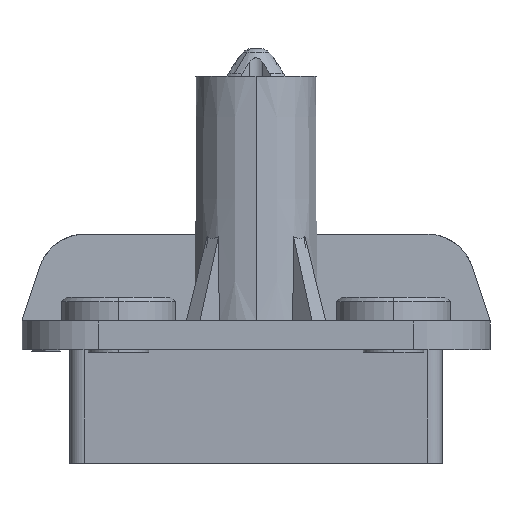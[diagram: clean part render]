
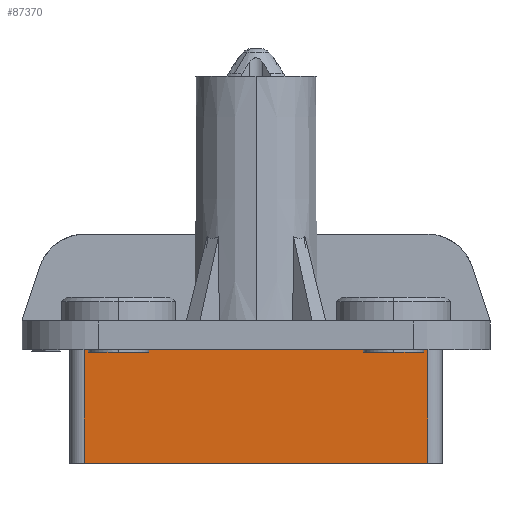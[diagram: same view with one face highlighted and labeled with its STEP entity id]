
A CAD part, left-side view. The second image highlights one B-rep face of the part: STEP entity #87370.
In plain terms, the highlighted planar face has unit normal (-1, 0, -0.026).
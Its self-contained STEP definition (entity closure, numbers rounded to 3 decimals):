
#15600=CARTESIAN_POINT('',(42.107,27.955,-31.7));
#15610=VERTEX_POINT('',#15600);
#15640=CARTESIAN_POINT('',(42.107,45.955,-31.7));
#15650=DIRECTION('',(0.,1.,0.));
#15660=VECTOR('',#15650,1.);
#15670=LINE('',#15640,#15660);
#15680=CARTESIAN_POINT('',(42.107,63.955,
-31.7));
#15690=VERTEX_POINT('',#15680);
#15700=EDGE_CURVE('',#15610,#15690,#15670,.T.);
#82130=CARTESIAN_POINT('',(42.418,63.955,
-43.6));
#82140=VERTEX_POINT('',#82130);
#82170=CARTESIAN_POINT('',(42.418,45.955,
-43.6));
#82180=DIRECTION('',(0.,-1.,0.));
#82190=VECTOR('',#82180,1.);
#82200=LINE('',#82170,#82190);
#82210=CARTESIAN_POINT('',(42.418,27.955,
-43.6));
#82220=VERTEX_POINT('',#82210);
#82230=EDGE_CURVE('',#82140,#82220,#82200,.T.);
#87160=CARTESIAN_POINT('',(42.107,45.955,-31.7));
#87170=DIRECTION('',(-1.,0.,
-0.026));
#87180=DIRECTION('',(0.,-1.,0.));
#87190=AXIS2_PLACEMENT_3D('',#87160,#87170,#87180);
#87200=PLANE('',#87190);
#87210=CARTESIAN_POINT('',(42.328,63.955,
-40.139));
#87220=DIRECTION('',(-0.026,0.,
1.));
#87230=VECTOR('',#87220,1.);
#87240=LINE('',#87210,#87230);
#87250=EDGE_CURVE('',#82140,#15690,#87240,.T.);
#87260=ORIENTED_EDGE('',*,*,#87250,.F.);
#87270=ORIENTED_EDGE('',*,*,#15700,.T.);
#87280=CARTESIAN_POINT('',(42.328,27.955,
-40.139));
#87290=DIRECTION('',(-0.026,0.,
1.));
#87300=VECTOR('',#87290,1.);
#87310=LINE('',#87280,#87300);
#87320=EDGE_CURVE('',#82220,#15610,#87310,.T.);
#87330=ORIENTED_EDGE('',*,*,#87320,.T.);
#87340=ORIENTED_EDGE('',*,*,#82230,.T.);
#87350=EDGE_LOOP('',(#87340,#87330,#87270,#87260));
#87360=FACE_OUTER_BOUND('',#87350,.T.);
#87370=ADVANCED_FACE('',(#87360),#87200,.T.);
